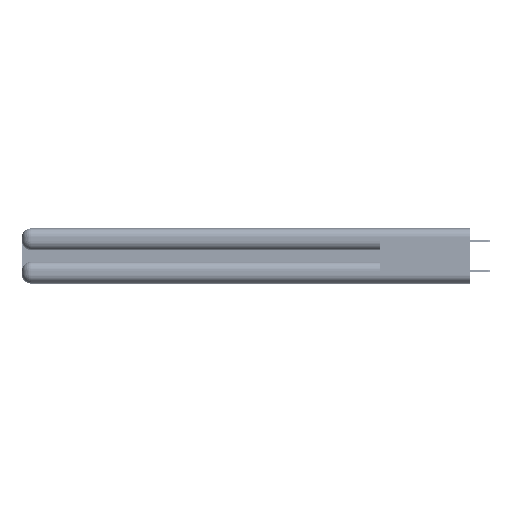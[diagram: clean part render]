
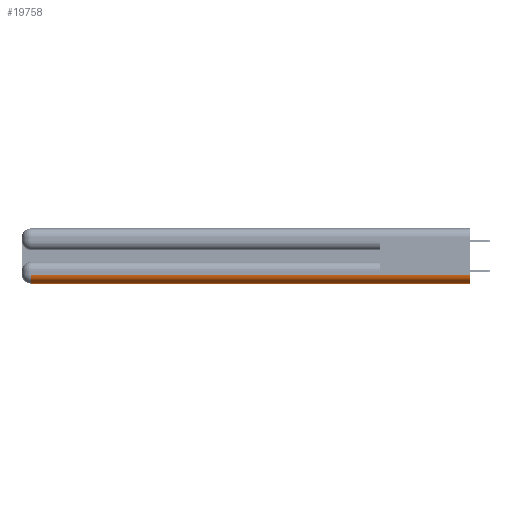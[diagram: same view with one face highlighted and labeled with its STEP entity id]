
A CAD part, left-side view. The second image highlights one B-rep face of the part: STEP entity #19758.
In plain terms, the highlighted cylindrical face has radius 1.524 mm (diameter 3.048 mm), a partial arc.
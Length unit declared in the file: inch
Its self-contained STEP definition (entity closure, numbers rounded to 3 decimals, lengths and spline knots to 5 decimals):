
#1314 = ORIENTED_EDGE ( 'NONE', *, *, #31977, .F. ) ;
#2444 = VERTEX_POINT ( 'NONE', #20238 ) ;
#3351 = VERTEX_POINT ( 'NONE', #40833 ) ;
#3664 = CARTESIAN_POINT ( 'NONE',  ( 0.06, 0., 0.06 ) ) ;
#5702 = FACE_OUTER_BOUND ( 'NONE', #9213, .T. ) ;
#9213 = EDGE_LOOP ( 'NONE', ( #1314, #35805, #40366, #27741 ) ) ;
#10021 = DIRECTION ( 'NONE',  ( 0., 1., 0. ) ) ;
#10143 = EDGE_CURVE ( 'NONE', #3351, #2444, #42637, .T. ) ;
#10490 = EDGE_CURVE ( 'NONE', #52994, #3351, #48276, .T. ) ;
#10562 = CYLINDRICAL_SURFACE ( 'NONE', #46536, 0.06 ) ;
#12650 = CIRCLE ( 'NONE', #42714, 0.06 ) ;
#15334 = CARTESIAN_POINT ( 'NONE',  ( 0.06, 0., 0. ) ) ;
#15695 = DIRECTION ( 'NONE',  ( 0., 1., 0. ) ) ;
#18221 = VERTEX_POINT ( 'NONE', #15334 ) ;
#18618 = CARTESIAN_POINT ( 'NONE',  ( 0.06, 0., 0.06 ) ) ;
#19758 = ADVANCED_FACE ( 'NONE', ( #5702 ), #10562, .T. ) ;
#20238 = CARTESIAN_POINT ( 'NONE',  ( 0., 0., 0.06 ) ) ;
#24140 = VECTOR ( 'NONE', #48499, 39.37008 ) ;
#25077 = AXIS2_PLACEMENT_3D ( 'NONE', #52588, #15695, #48543 ) ;
#27741 = ORIENTED_EDGE ( 'NONE', *, *, #38273, .F. ) ;
#31977 = EDGE_CURVE ( 'NONE', #2444, #18221, #12650, .T. ) ;
#35029 = DIRECTION ( 'NONE',  ( 0., 0., 1. ) ) ;
#35805 = ORIENTED_EDGE ( 'NONE', *, *, #10143, .F. ) ;
#36101 = LINE ( 'NONE', #52539, #24140 ) ;
#38273 = EDGE_CURVE ( 'NONE', #18221, #52994, #36101, .T. ) ;
#40366 = ORIENTED_EDGE ( 'NONE', *, *, #10490, .F. ) ;
#40523 = DIRECTION ( 'NONE',  ( 0., -1., 0. ) ) ;
#40791 = DIRECTION ( 'NONE',  ( 0., 0., 1. ) ) ;
#40833 = CARTESIAN_POINT ( 'NONE',  ( 0., 2.94, 0.06 ) ) ;
#41844 = CARTESIAN_POINT ( 'NONE',  ( 0., 0., 0.06 ) ) ;
#42637 = LINE ( 'NONE', #41844, #45719 ) ;
#42714 = AXIS2_PLACEMENT_3D ( 'NONE', #3664, #40523, #40791 ) ;
#45719 = VECTOR ( 'NONE', #45910, 39.37008 ) ;
#45910 = DIRECTION ( 'NONE',  ( 0., -1., 0. ) ) ;
#46536 = AXIS2_PLACEMENT_3D ( 'NONE', #18618, #10021, #35029 ) ;
#46871 = CARTESIAN_POINT ( 'NONE',  ( 0.06, 2.94, 0. ) ) ;
#48276 = CIRCLE ( 'NONE', #25077, 0.06 ) ;
#48499 = DIRECTION ( 'NONE',  ( 0., 1., 0. ) ) ;
#48543 = DIRECTION ( 'NONE',  ( 0., 0., 1. ) ) ;
#52539 = CARTESIAN_POINT ( 'NONE',  ( 0.06, 3., 0. ) ) ;
#52588 = CARTESIAN_POINT ( 'NONE',  ( 0.06, 2.94, 0.06 ) ) ;
#52994 = VERTEX_POINT ( 'NONE', #46871 ) ;
